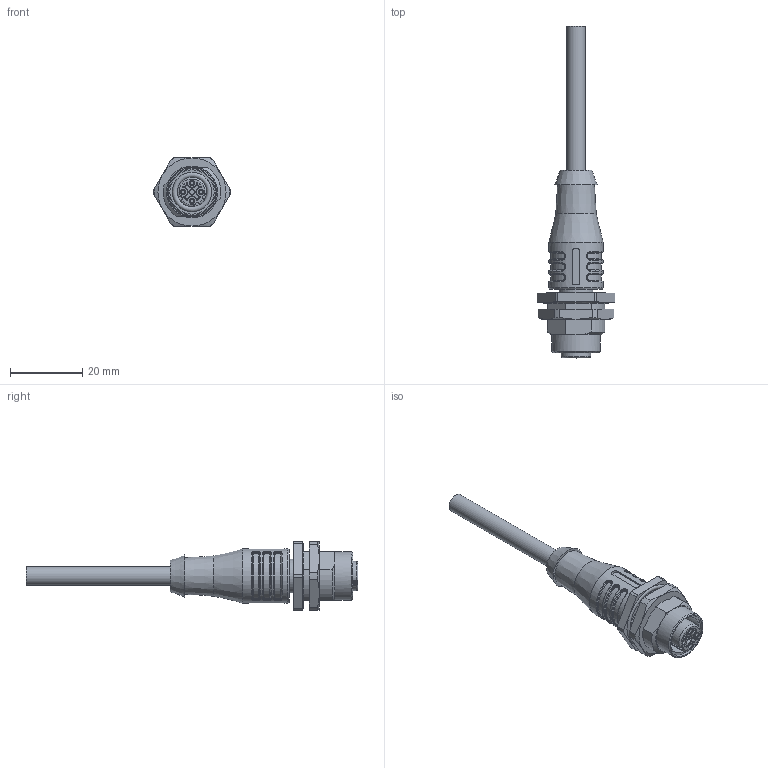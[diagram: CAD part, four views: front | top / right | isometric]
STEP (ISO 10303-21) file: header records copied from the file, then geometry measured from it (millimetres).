
FILE_DESCRIPTION(/* description */ (''),/* implementation_level */ '2;1');
FILE_NAME(/* name */ 'IE-FKFDSY4_029-m_16_stp.stp',/* time_stamp */ '2016-03-11T13:26:38+01:00',/* author */ (''),/* organization */ (''),/* preprocessor_version */ 'ST-DEVELOPER v16',/* originating_system */ 'SIEMENS PLM Software NX 10.0',/* authorisation */ '');
FILE_SCHEMA (('AUTOMOTIVE_DESIGN { 1 0 10303 214 3 1 1 1 }'));
Length unit declared in the file: millimetre
Products named in the file (1): IE-FKFDSY4_029-m_16_stp
Bounding box: 21.5 x 92 x 19 mm (x, y, z)
Volume: 8362.3 mm3; surface area: 4707.3 mm2
Topology: 1 solids, 1 shells, 266 faces, 669 edges, 422 vertices
Faces by surface type: cylinder 84, plane 76, cone 42, torus 34, bspline 30
Full cylindrical faces by diameter (mm): 1.1 x3, 1.15 x1, 1.5 x4, 5.2 x1, 9.4 x1, 11 x1, 12.3 x1, 13.5 x1, 15 x1, 16 x1
Entity records: 8965 total; most frequent: CARTESIAN_POINT 2799, DIRECTION 1319, ORIENTED_EDGE 1252, EDGE_CURVE 626, AXIS2_PLACEMENT_3D 548, VERTEX_POINT 406, EDGE_LOOP 318, CIRCLE 311
